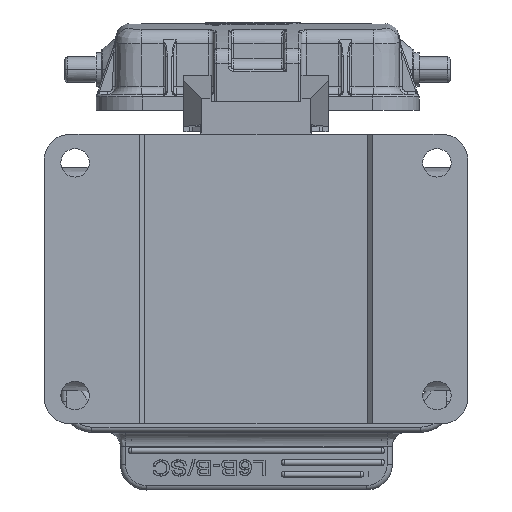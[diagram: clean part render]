
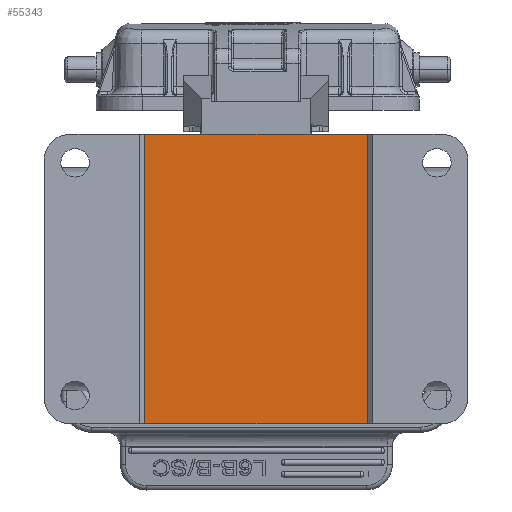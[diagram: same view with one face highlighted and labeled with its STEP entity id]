
A CAD part, front view. The second image highlights one B-rep face of the part: STEP entity #55343.
In plain terms, the highlighted planar face has unit normal (0, -1, 0).
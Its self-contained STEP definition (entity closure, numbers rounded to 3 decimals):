
#6528=DIRECTION('',(1.,0.,0.));
#6529=VECTOR('',#6528,43.);
#6530=CARTESIAN_POINT('',(-21.5,1.,-28.));
#6531=LINE('',#6530,#6529);
#6613=DIRECTION('',(0.,0.,-1.));
#6614=VECTOR('',#6613,56.);
#6615=CARTESIAN_POINT('',(-21.5,1.,28.));
#6616=LINE('',#6615,#6614);
#6625=DIRECTION('',(-1.,0.,0.));
#6626=VECTOR('',#6625,43.);
#6627=CARTESIAN_POINT('',(21.5,1.,28.));
#6628=LINE('',#6627,#6626);
#18472=DIRECTION('',(0.,0.,-1.));
#18473=VECTOR('',#18472,56.);
#18474=CARTESIAN_POINT('',(21.5,1.,28.));
#18475=LINE('',#18474,#18473);
#23716=CARTESIAN_POINT('',(-21.5,1.,28.));
#23717=VERTEX_POINT('',#23716);
#23718=CARTESIAN_POINT('',(-21.5,1.,-28.));
#23719=VERTEX_POINT('',#23718);
#23728=CARTESIAN_POINT('',(21.5,1.,28.));
#23729=VERTEX_POINT('',#23728);
#23789=CARTESIAN_POINT('',(21.5,1.,-28.));
#23790=VERTEX_POINT('',#23789);
#55332=CARTESIAN_POINT('',(0.,1.,0.));
#55333=DIRECTION('',(0.,1.,0.));
#55334=DIRECTION('',(-1.,0.,0.));
#55335=AXIS2_PLACEMENT_3D('',#55332,#55333,#55334);
#55336=PLANE('',#55335);
#55337=ORIENTED_EDGE('',*,*,#35228,.F.);
#55338=ORIENTED_EDGE('',*,*,#35106,.T.);
#55339=ORIENTED_EDGE('',*,*,#35126,.F.);
#55340=ORIENTED_EDGE('',*,*,#35212,.F.);
#55341=EDGE_LOOP('',(#55337,#55338,#55339,#55340));
#55342=FACE_OUTER_BOUND('',#55341,.F.);
#55343=ADVANCED_FACE('',(#55342),#55336,.F.);
#35106=EDGE_CURVE('',#23729,#23790,#18475,.T.);
#35126=EDGE_CURVE('',#23719,#23790,#6531,.T.);
#35212=EDGE_CURVE('',#23717,#23719,#6616,.T.);
#35228=EDGE_CURVE('',#23729,#23717,#6628,.T.);
